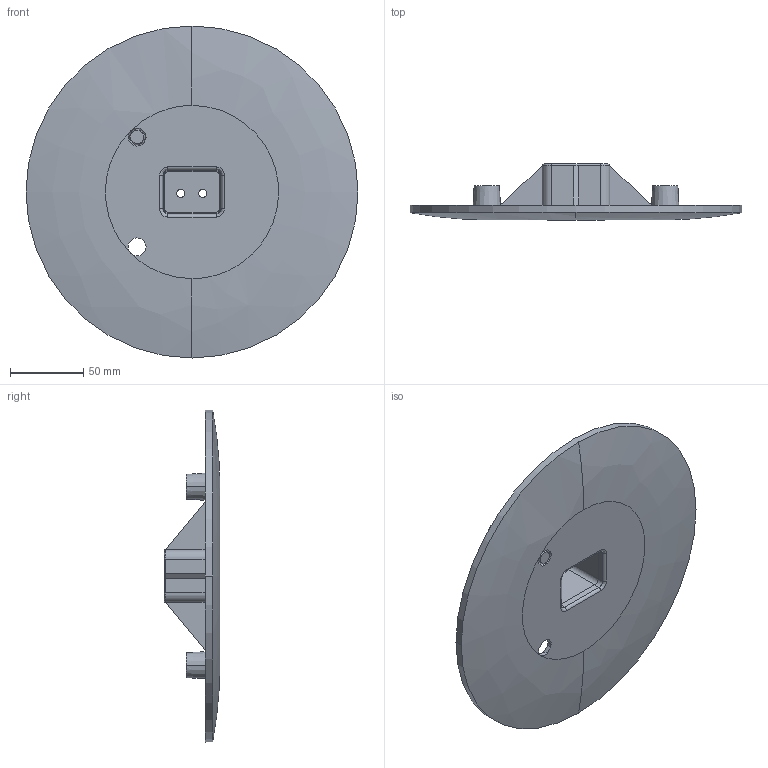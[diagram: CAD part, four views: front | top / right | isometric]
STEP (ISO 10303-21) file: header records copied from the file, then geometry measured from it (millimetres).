
FILE_DESCRIPTION (( 'STEP AP203' ), '1' );
FILE_NAME ('C115AA.STEP', '2020-07-15T12:04:44', ( 'USER' ), ( '' ), 'SwSTEP 2.0', 'SolidWorks 2012', '' );
FILE_SCHEMA (( 'CONFIG_CONTROL_DESIGN' ));
Length unit declared in the file: millimetre
Products named in the file (1): C115AA
Bounding box: 226 x 38 x 226 mm (x, y, z)
Volume: 169833 mm3; surface area: 104816.8 mm2
Topology: 1 solids, 1 shells, 143 faces, 354 edges, 222 vertices
Faces by surface type: plane 50, cylinder 47, bspline 28, cone 18
Entity records: 7141 total; most frequent: CARTESIAN_POINT 3836, ORIENTED_EDGE 708, DIRECTION 639, EDGE_CURVE 354, AXIS2_PLACEMENT_3D 246, VERTEX_POINT 222, EDGE_LOOP 158, LINE 147
